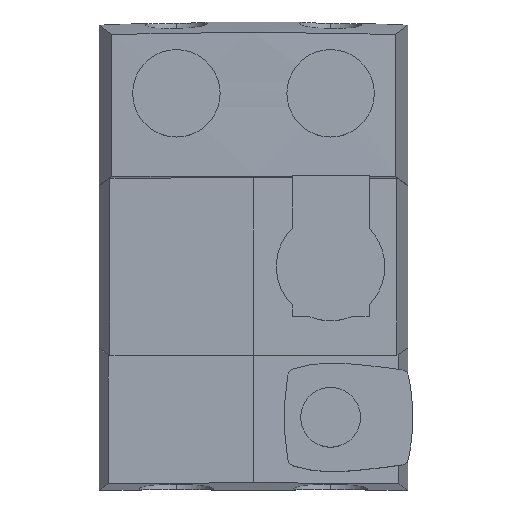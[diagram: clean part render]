
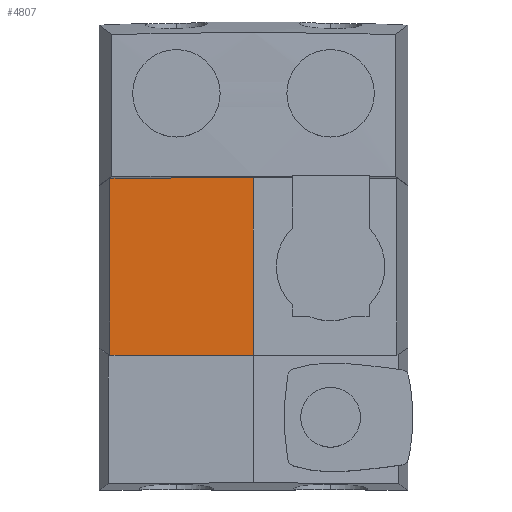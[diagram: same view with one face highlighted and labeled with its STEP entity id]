
A CAD part, top view. The second image highlights one B-rep face of the part: STEP entity #4807.
In plain terms, the highlighted cylindrical face has radius 2500 mm (diameter 5000 mm), a partial arc.
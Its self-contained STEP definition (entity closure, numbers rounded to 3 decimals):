
#67 = VERTEX_POINT ( 'NONE', #3482 ) ;
#145 = ORIENTED_EDGE ( 'NONE', *, *, #1534, .F. ) ;
#227 = VERTEX_POINT ( 'NONE', #5629 ) ;
#299 = AXIS2_PLACEMENT_3D ( 'NONE', #4456, #2127, #2162 ) ;
#632 = VERTEX_POINT ( 'NONE', #3193 ) ;
#660 = CARTESIAN_POINT ( 'NONE',  ( -116.333, 71.751, 89.474 ) ) ;
#674 = DIRECTION ( 'NONE',  ( 0., 1., 0. ) ) ;
#1534 = EDGE_CURVE ( 'NONE', #4449, #227, #1924, .T. ) ;
#1614 = CARTESIAN_POINT ( 'NONE',  ( 0., -80., 92.182 ) ) ;
#1661 = ORIENTED_EDGE ( 'NONE', *, *, #2873, .F. ) ;
#1814 = CARTESIAN_POINT ( 'NONE',  ( -38.778, 72.116, 92.182 ) ) ;
#1924 = LINE ( 'NONE', #6301, #4457 ) ;
#2127 = DIRECTION ( 'NONE',  ( 0., 1., 0. ) ) ;
#2162 = DIRECTION ( 'NONE',  ( 0., 0., 1. ) ) ;
#2577 = CARTESIAN_POINT ( 'NONE',  ( 0., -72.116, 92.182 ) ) ;
#2581 = EDGE_LOOP ( 'NONE', ( #1661, #4576, #5300, #145 ) ) ;
#2873 = EDGE_CURVE ( 'NONE', #632, #4449, #5817, .T. ) ;
#3181 = EDGE_CURVE ( 'NONE', #227, #67, #5890, .T. ) ;
#3193 = CARTESIAN_POINT ( 'NONE',  ( 0., -72.116, 92.182 ) ) ;
#3364 = VECTOR ( 'NONE', #674, 1000. ) ;
#3396 = DIRECTION ( 'NONE',  ( 0., 1., 0. ) ) ;
#3482 = CARTESIAN_POINT ( 'NONE',  ( 0., 72.116, 92.182 ) ) ;
#3630 = CARTESIAN_POINT ( 'NONE',  ( -58.233, -72.055, 91.729 ) ) ;
#4004 = LINE ( 'NONE', #1614, #3364 ) ;
#4170 = CARTESIAN_POINT ( 'NONE',  ( -77.555, 71.994, 91.28 ) ) ;
#4433 = EDGE_CURVE ( 'NONE', #632, #67, #4004, .T. ) ;
#4449 = VERTEX_POINT ( 'NONE', #5956 ) ;
#4456 = CARTESIAN_POINT ( 'NONE',  ( 0., -80., -2407.818 ) ) ;
#4457 = VECTOR ( 'NONE', #3396, 1000. ) ;
#4526 = CARTESIAN_POINT ( 'NONE',  ( -116.333, -71.751, 89.474 ) ) ;
#4576 = ORIENTED_EDGE ( 'NONE', *, *, #4433, .T. ) ;
#4753 = CARTESIAN_POINT ( 'NONE',  ( 0., 72.116, 92.182 ) ) ;
#4807 = ADVANCED_FACE ( 'NONE', ( #5549 ), #5083, .T. ) ;
#5072 = CARTESIAN_POINT ( 'NONE',  ( -96.977, -71.872, 90.376 ) ) ;
#5083 = CYLINDRICAL_SURFACE ( 'NONE', #299, 2500. ) ;
#5300 = ORIENTED_EDGE ( 'NONE', *, *, #3181, .F. ) ;
#5549 = FACE_OUTER_BOUND ( 'NONE', #2581, .T. ) ;
#5629 = CARTESIAN_POINT ( 'NONE',  ( -116.333, 71.751, 89.474 ) ) ;
#5817 = B_SPLINE_CURVE_WITH_KNOTS ( 'NONE', 3,
 ( #2577, #6057, #3630, #5072, #4526 ),
 .UNSPECIFIED., .F., .F.,
 ( 4, 1, 4 ),
 ( 9.558, 9.616, 9.674 ),
 .UNSPECIFIED. ) ;
#5890 = B_SPLINE_CURVE_WITH_KNOTS ( 'NONE', 3,
 ( #660, #4170, #1814, #4753 ),
 .UNSPECIFIED., .F., .F.,
 ( 4, 4 ),
 ( 0.014, 0.13 ),
 .UNSPECIFIED. ) ;
#5956 = CARTESIAN_POINT ( 'NONE',  ( -116.333, -71.751, 89.474 ) ) ;
#6057 = CARTESIAN_POINT ( 'NONE',  ( -19.422, -72.116, 92.182 ) ) ;
#6301 = CARTESIAN_POINT ( 'NONE',  ( -116.333, -80., 89.474 ) ) ;
